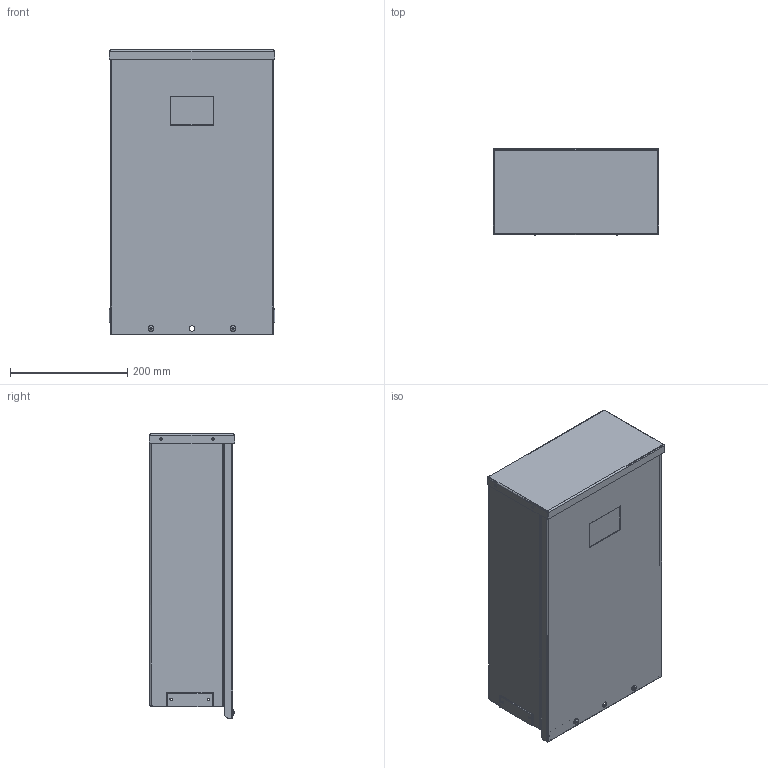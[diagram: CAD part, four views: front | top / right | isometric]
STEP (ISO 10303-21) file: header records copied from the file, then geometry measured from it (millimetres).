
FILE_DESCRIPTION( ( 'Unknown' ), '1' );
FILE_NAME( 'BPS200LG.stp', 'Unknown', ( 'Unknown' ), ( 'Unknown' ), 'PSStep 16.0.42', 'Unknown', ' ' );
FILE_SCHEMA( ( 'AUTOMOTIVE_DESIGN { 1 0 10303 214 1 1 1 1 }' ) );
Length unit declared in the file: millimetre
Products named in the file (5): Assem1; BPS200LG-A; BPS200LG-B; BPS200LG-C; 10-32 x 0.312-FENTE-carré
Assembly tree (5 placements, depth 2):
  Assem1
    BPS200LG-A
    BPS200LG-B
    BPS200LG-C
    10-32 x 0.312-FENTE-carré  x2
Bounding box: 283.24 x 146.74 x 484.96 mm (x, y, z)
Volume: 765793.4 mm3; surface area: 1013517.4 mm2
Topology: 5 solids, 5 shells, 311 faces, 822 edges, 531 vertices
Faces by surface type: plane 174, cylinder 119, bspline 12, sphere 4, cone 2
Full cylindrical faces by diameter (mm): 0.346 x1, 3.302 x11, 4.293 x3, 4.801 x2, 5.791 x8, 6.35 x4, 7.137 x2, 9.525 x4
Entity records: 11727 total; most frequent: CARTESIAN_POINT 1998, DIRECTION 1484, ORIENTED_EDGE 1456, EDGE_CURVE 728, LINE 498, VECTOR 498, AXIS2_PLACEMENT_3D 493, VERTEX_POINT 486
